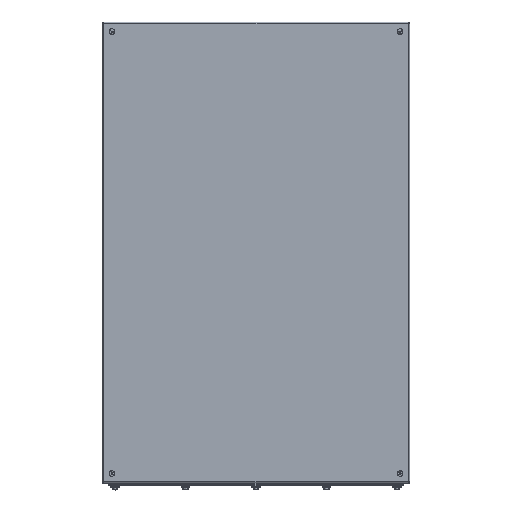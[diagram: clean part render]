
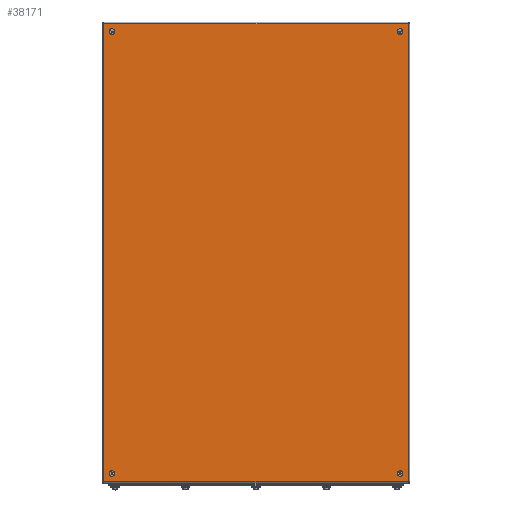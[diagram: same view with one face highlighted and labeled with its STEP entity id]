
A CAD part, top view. The second image highlights one B-rep face of the part: STEP entity #38171.
In plain terms, the highlighted planar face has unit normal (0, 0, 1).
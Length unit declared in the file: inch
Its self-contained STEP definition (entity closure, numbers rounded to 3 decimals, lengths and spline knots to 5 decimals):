
#4470 = CARTESIAN_POINT ( 'NONE',  ( 18.90625, 0.625, 6.9175 ) ) ;
#6234 = PLANE ( 'NONE',  #59598 ) ;
#6279 = LINE ( 'NONE', #103163, #28522 ) ;
#13868 = VERTEX_POINT ( 'NONE', #114228 ) ;
#14389 = ORIENTED_EDGE ( 'NONE', *, *, #143832, .F. ) ;
#16661 = AXIS2_PLACEMENT_3D ( 'NONE', #110923, #147693, #100505 ) ;
#18970 = EDGE_LOOP ( 'NONE', ( #32531 ) ) ;
#20740 = EDGE_CURVE ( 'NONE', #114151, #114151, #118829, .T. ) ;
#22857 = CARTESIAN_POINT ( 'NONE',  ( -3.375, 35.125, 6.9175 ) ) ;
#24048 = EDGE_CURVE ( 'NONE', #13868, #142784, #138324, .T. ) ;
#25026 = EDGE_CURVE ( 'NONE', #34785, #34785, #30286, .T. ) ;
#26466 = VERTEX_POINT ( 'NONE', #87607 ) ;
#27034 = DIRECTION ( 'NONE',  ( 0., 1., 0. ) ) ;
#28522 = VECTOR ( 'NONE', #88730, 39.37008 ) ;
#30286 = CIRCLE ( 'NONE', #43019, 0.21875 ) ;
#32531 = ORIENTED_EDGE ( 'NONE', *, *, #25026, .T. ) ;
#32612 = FACE_BOUND ( 'NONE', #137695, .T. ) ;
#34785 = VERTEX_POINT ( 'NONE', #59605 ) ;
#37404 = CIRCLE ( 'NONE', #139708, 0.21875 ) ;
#37844 = EDGE_LOOP ( 'NONE', ( #70155 ) ) ;
#38171 = ADVANCED_FACE ( 'NONE', ( #140729, #45369, #141549, #32612, #103888 ), #6234, .F. ) ;
#41848 = CARTESIAN_POINT ( 'NONE',  ( 19.125, 35.125, 6.9175 ) ) ;
#42543 = ORIENTED_EDGE ( 'NONE', *, *, #20740, .T. ) ;
#42924 = ORIENTED_EDGE ( 'NONE', *, *, #24048, .F. ) ;
#43019 = AXIS2_PLACEMENT_3D ( 'NONE', #121075, #145024, #94585 ) ;
#43789 = CARTESIAN_POINT ( 'NONE',  ( 7.875, 17.875, 6.9175 ) ) ;
#45369 = FACE_BOUND ( 'NONE', #122610, .T. ) ;
#45498 = CARTESIAN_POINT ( 'NONE',  ( 19.75413, 17.875, 6.9175 ) ) ;
#52107 = LINE ( 'NONE', #74575, #105594 ) ;
#57520 = DIRECTION ( 'NONE',  ( 0., -1., 0. ) ) ;
#59598 = AXIS2_PLACEMENT_3D ( 'NONE', #43789, #81341, #143873 ) ;
#59605 = CARTESIAN_POINT ( 'NONE',  ( -3.59375, 0.625, 6.9175 ) ) ;
#60660 = VECTOR ( 'NONE', #27034, 39.37008 ) ;
#62628 = ORIENTED_EDGE ( 'NONE', *, *, #101016, .T. ) ;
#64338 = CARTESIAN_POINT ( 'NONE',  ( -3.59375, 35.125, 6.9175 ) ) ;
#65201 = EDGE_CURVE ( 'NONE', #142784, #26466, #52107, .T. ) ;
#67516 = CARTESIAN_POINT ( 'NONE',  ( 19.75413, -0.00412, 6.9175 ) ) ;
#69262 = DIRECTION ( 'NONE',  ( 0., 0., -1. ) ) ;
#70155 = ORIENTED_EDGE ( 'NONE', *, *, #71018, .T. ) ;
#71018 = EDGE_CURVE ( 'NONE', #135667, #135667, #37404, .T. ) ;
#74575 = CARTESIAN_POINT ( 'NONE',  ( 7.875, 35.75413, 6.9175 ) ) ;
#80282 = VECTOR ( 'NONE', #57520, 39.37008 ) ;
#81341 = DIRECTION ( 'NONE',  ( 0., 0., -1. ) ) ;
#84666 = LINE ( 'NONE', #45498, #80282 ) ;
#87607 = CARTESIAN_POINT ( 'NONE',  ( 19.75412, 35.75413, 6.9175 ) ) ;
#88730 = DIRECTION ( 'NONE',  ( -1., 0., 0. ) ) ;
#89083 = AXIS2_PLACEMENT_3D ( 'NONE', #41848, #115561, #90675 ) ;
#90675 = DIRECTION ( 'NONE',  ( -1., 0., 0. ) ) ;
#94585 = DIRECTION ( 'NONE',  ( -1., 0., 0. ) ) ;
#95151 = ORIENTED_EDGE ( 'NONE', *, *, #155718, .F. ) ;
#98626 = VERTEX_POINT ( 'NONE', #67516 ) ;
#100505 = DIRECTION ( 'NONE',  ( -1., 0., 0. ) ) ;
#101016 = EDGE_CURVE ( 'NONE', #136085, #136085, #117270, .T. ) ;
#101052 = DIRECTION ( 'NONE',  ( 1., 0., 0. ) ) ;
#103163 = CARTESIAN_POINT ( 'NONE',  ( 7.875, -0.00412, 6.9175 ) ) ;
#103888 = FACE_OUTER_BOUND ( 'NONE', #143614, .T. ) ;
#105594 = VECTOR ( 'NONE', #101052, 39.37008 ) ;
#110923 = CARTESIAN_POINT ( 'NONE',  ( 19.125, 0.625, 6.9175 ) ) ;
#114151 = VERTEX_POINT ( 'NONE', #4470 ) ;
#114228 = CARTESIAN_POINT ( 'NONE',  ( -4.00412, -0.00413, 6.9175 ) ) ;
#114925 = CARTESIAN_POINT ( 'NONE',  ( -4.00413, 35.75412, 6.9175 ) ) ;
#115561 = DIRECTION ( 'NONE',  ( 0., 0., -1. ) ) ;
#117270 = CIRCLE ( 'NONE', #89083, 0.21875 ) ;
#118829 = CIRCLE ( 'NONE', #16661, 0.21875 ) ;
#121075 = CARTESIAN_POINT ( 'NONE',  ( -3.375, 0.625, 6.9175 ) ) ;
#121738 = CARTESIAN_POINT ( 'NONE',  ( 18.90625, 35.125, 6.9175 ) ) ;
#122610 = EDGE_LOOP ( 'NONE', ( #62628 ) ) ;
#132398 = ORIENTED_EDGE ( 'NONE', *, *, #65201, .F. ) ;
#135667 = VERTEX_POINT ( 'NONE', #64338 ) ;
#136085 = VERTEX_POINT ( 'NONE', #121738 ) ;
#137695 = EDGE_LOOP ( 'NONE', ( #42543 ) ) ;
#138324 = LINE ( 'NONE', #147864, #60660 ) ;
#139708 = AXIS2_PLACEMENT_3D ( 'NONE', #22857, #69262, #154891 ) ;
#140729 = FACE_BOUND ( 'NONE', #37844, .T. ) ;
#141549 = FACE_BOUND ( 'NONE', #18970, .T. ) ;
#142784 = VERTEX_POINT ( 'NONE', #114925 ) ;
#143614 = EDGE_LOOP ( 'NONE', ( #14389, #132398, #42924, #95151 ) ) ;
#143832 = EDGE_CURVE ( 'NONE', #26466, #98626, #84666, .T. ) ;
#143873 = DIRECTION ( 'NONE',  ( -1., 0., 0. ) ) ;
#145024 = DIRECTION ( 'NONE',  ( 0., 0., -1. ) ) ;
#147693 = DIRECTION ( 'NONE',  ( 0., 0., -1. ) ) ;
#147864 = CARTESIAN_POINT ( 'NONE',  ( -4.00412, 17.875, 6.9175 ) ) ;
#154891 = DIRECTION ( 'NONE',  ( -1., 0., 0. ) ) ;
#155718 = EDGE_CURVE ( 'NONE', #98626, #13868, #6279, .T. ) ;
